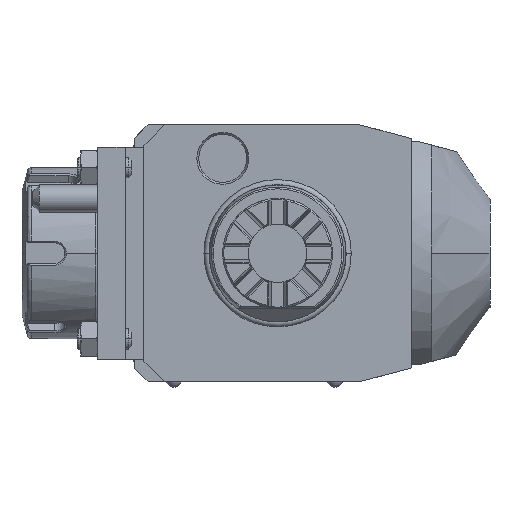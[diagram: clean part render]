
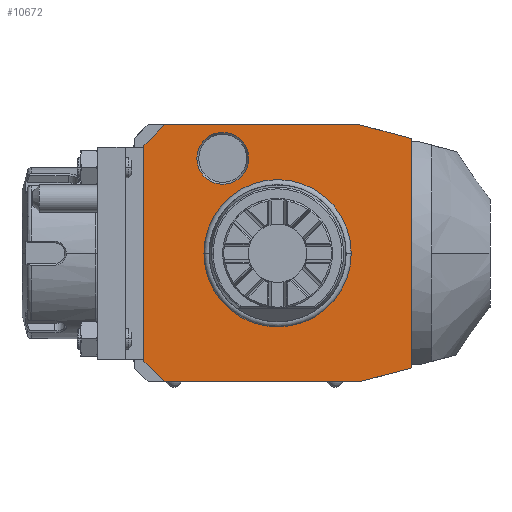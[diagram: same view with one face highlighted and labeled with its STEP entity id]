
A CAD part, front view. The second image highlights one B-rep face of the part: STEP entity #10672.
In plain terms, the highlighted planar face has unit normal (0, -1, 0).
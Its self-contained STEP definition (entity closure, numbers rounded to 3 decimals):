
#1=DIRECTION('',(-0.966,0.,0.259));
#2=VECTOR('',#1,15.529);
#3=CARTESIAN_POINT('',(39.,0.,33.481));
#4=LINE('',#3,#2);
#5=DIRECTION('',(0.,0.,1.));
#6=VECTOR('',#5,66.962);
#7=CARTESIAN_POINT('',(39.,0.,-33.481));
#8=LINE('',#7,#6);
#9=DIRECTION('',(0.966,0.,0.259));
#10=VECTOR('',#9,15.529);
#11=CARTESIAN_POINT('',(24.,0.,-37.5));
#12=LINE('',#11,#10);
#13=DIRECTION('',(1.,0.,0.));
#14=VECTOR('',#13,57.);
#15=CARTESIAN_POINT('',(-33.,0.,-37.5));
#16=LINE('',#15,#14);
#17=DIRECTION('',(0.707,0.,-0.707));
#18=VECTOR('',#17,8.485);
#19=CARTESIAN_POINT('',(-39.,0.,-31.5));
#20=LINE('',#19,#18);
#21=DIRECTION('',(0.,0.,-1.));
#22=VECTOR('',#21,63.);
#23=CARTESIAN_POINT('',(-39.,0.,31.5));
#24=LINE('',#23,#22);
#25=DIRECTION('',(-0.707,0.,-0.707));
#26=VECTOR('',#25,8.485);
#27=CARTESIAN_POINT('',(-33.,0.,37.5));
#28=LINE('',#27,#26);
#29=DIRECTION('',(-1.,0.,0.));
#30=VECTOR('',#29,57.);
#31=CARTESIAN_POINT('',(24.,0.,37.5));
#32=LINE('',#31,#30);
#33=CARTESIAN_POINT('',(-16.,0.,27.713));
#34=DIRECTION('',(0.,1.,0.));
#35=DIRECTION('',(1.,0.,0.));
#36=AXIS2_PLACEMENT_3D('',#33,#34,#35);
#38=CARTESIAN_POINT('',(-16.,0.,27.713));
#39=DIRECTION('',(0.,1.,0.));
#40=DIRECTION('',(-1.,0.,0.));
#41=AXIS2_PLACEMENT_3D('',#38,#39,#40);
#6889=CARTESIAN_POINT('',(0.,0.,0.));
#6890=DIRECTION('',(0.,-1.,0.));
#6891=DIRECTION('',(1.,0.,0.));
#6892=AXIS2_PLACEMENT_3D('',#6889,#6890,#6891);
#6894=CARTESIAN_POINT('',(0.,0.,0.));
#6895=DIRECTION('',(0.,-1.,0.));
#6896=DIRECTION('',(-1.,0.,0.));
#6897=AXIS2_PLACEMENT_3D('',#6894,#6895,#6896);
#9593=CARTESIAN_POINT('',(-8.423,0.,
27.713));
#9594=CARTESIAN_POINT('',(-23.577,0.,
27.713));
#9595=VERTEX_POINT('',#9593);
#9596=VERTEX_POINT('',#9594);
#10449=CARTESIAN_POINT('',(39.,0.,33.481));
#10450=CARTESIAN_POINT('',(24.,0.,37.5));
#10451=VERTEX_POINT('',#10449);
#10452=VERTEX_POINT('',#10450);
#10453=CARTESIAN_POINT('',(-33.,0.,37.5));
#10454=VERTEX_POINT('',#10453);
#10455=CARTESIAN_POINT('',(-39.,0.,31.5));
#10456=VERTEX_POINT('',#10455);
#10457=CARTESIAN_POINT('',(-39.,0.,-31.5));
#10458=VERTEX_POINT('',#10457);
#10459=CARTESIAN_POINT('',(-33.,0.,-37.5));
#10460=VERTEX_POINT('',#10459);
#10461=CARTESIAN_POINT('',(24.,0.,-37.5));
#10462=VERTEX_POINT('',#10461);
#10463=CARTESIAN_POINT('',(39.,0.,-33.481));
#10464=VERTEX_POINT('',#10463);
#10529=CARTESIAN_POINT('',(21.137,0.,0.));
#10530=CARTESIAN_POINT('',(-21.137,0.,0.));
#10531=VERTEX_POINT('',#10529);
#10532=VERTEX_POINT('',#10530);
#10637=CARTESIAN_POINT('',(0.,0.,0.));
#10638=DIRECTION('',(0.,-1.,0.));
#10639=DIRECTION('',(-1.,0.,0.));
#10640=AXIS2_PLACEMENT_3D('',#10637,#10638,#10639);
#10641=PLANE('',#10640);
#10643=ORIENTED_EDGE('',*,*,#10642,.F.);
#10645=ORIENTED_EDGE('',*,*,#10644,.F.);
#10647=ORIENTED_EDGE('',*,*,#10646,.F.);
#10649=ORIENTED_EDGE('',*,*,#10648,.F.);
#10651=ORIENTED_EDGE('',*,*,#10650,.F.);
#10653=ORIENTED_EDGE('',*,*,#10652,.F.);
#10655=ORIENTED_EDGE('',*,*,#10654,.F.);
#10657=ORIENTED_EDGE('',*,*,#10656,.F.);
#10658=EDGE_LOOP('',(#10643,#10645,#10647,#10649,#10651,#10653,#10655,#10657));
#10659=FACE_OUTER_BOUND('',#10658,.F.);
#10661=ORIENTED_EDGE('',*,*,#10660,.T.);
#10663=ORIENTED_EDGE('',*,*,#10662,.T.);
#10664=EDGE_LOOP('',(#10661,#10663));
#10665=FACE_BOUND('',#10664,.F.);
#10667=ORIENTED_EDGE('',*,*,#10666,.F.);
#10669=ORIENTED_EDGE('',*,*,#10668,.F.);
#10670=EDGE_LOOP('',(#10667,#10669));
#10671=FACE_BOUND('',#10670,.F.);
#37=CIRCLE('',#36,7.577);
#42=CIRCLE('',#41,7.577);
#6893=CIRCLE('',#6892,21.137);
#6898=CIRCLE('',#6897,21.137);
#10642=EDGE_CURVE('',#10451,#10452,#4,.T.);
#10644=EDGE_CURVE('',#10464,#10451,#8,.T.);
#10646=EDGE_CURVE('',#10462,#10464,#12,.T.);
#10648=EDGE_CURVE('',#10460,#10462,#16,.T.);
#10650=EDGE_CURVE('',#10458,#10460,#20,.T.);
#10652=EDGE_CURVE('',#10456,#10458,#24,.T.);
#10654=EDGE_CURVE('',#10454,#10456,#28,.T.);
#10656=EDGE_CURVE('',#10452,#10454,#32,.T.);
#10660=EDGE_CURVE('',#10531,#10532,#6893,.T.);
#10662=EDGE_CURVE('',#10532,#10531,#6898,.T.);
#10666=EDGE_CURVE('',#9595,#9596,#37,.T.);
#10668=EDGE_CURVE('',#9596,#9595,#42,.T.);
#10672=ADVANCED_FACE('',(#10659,#10665,#10671),#10641,.T.);
